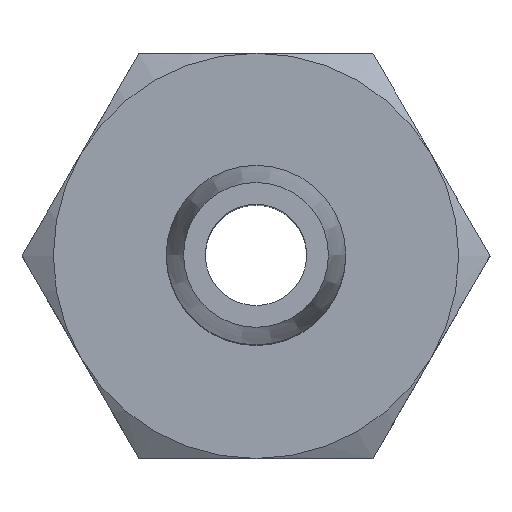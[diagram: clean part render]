
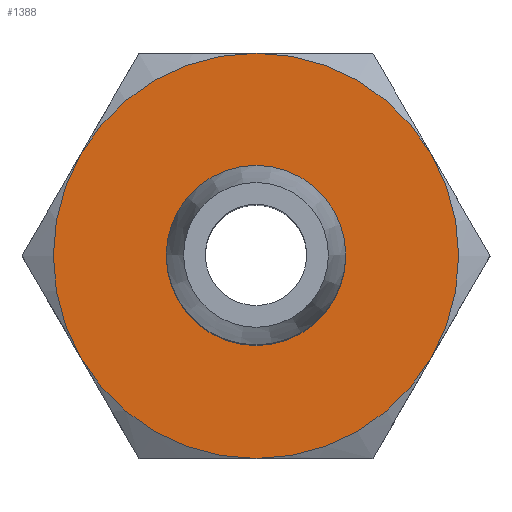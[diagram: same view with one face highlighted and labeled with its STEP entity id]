
A CAD part, top view. The second image highlights one B-rep face of the part: STEP entity #1388.
In plain terms, the highlighted face is planar.
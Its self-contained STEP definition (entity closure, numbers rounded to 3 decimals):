
#681=PLANE('',#1305);
#754=ORIENTED_EDGE('',*,*,#923,.T.);
#755=ORIENTED_EDGE('',*,*,#924,.T.);
#756=ORIENTED_EDGE('',*,*,#925,.T.);
#757=ORIENTED_EDGE('',*,*,#926,.T.);
#758=ORIENTED_EDGE('',*,*,#927,.T.);
#759=ORIENTED_EDGE('',*,*,#922,.T.);
#760=ORIENTED_EDGE('',*,*,#928,.F.);
#818=CIRCLE('',#1304,7.);
#819=CIRCLE('',#1306,7.);
#820=CIRCLE('',#1307,7.);
#821=CIRCLE('',#1308,7.);
#822=CIRCLE('',#1309,7.);
#823=CIRCLE('',#1310,7.);
#824=CIRCLE('',#1311,3.1);
#851=VERTEX_POINT('',#1439);
#856=VERTEX_POINT('',#1451);
#859=VERTEX_POINT('',#1461);
#862=VERTEX_POINT('',#1471);
#865=VERTEX_POINT('',#1481);
#866=VERTEX_POINT('',#1488);
#867=VERTEX_POINT('',#1500);
#922=EDGE_CURVE('',#866,#851,#818,.T.);
#923=EDGE_CURVE('',#851,#856,#819,.T.);
#924=EDGE_CURVE('',#856,#859,#820,.T.);
#925=EDGE_CURVE('',#859,#862,#821,.T.);
#926=EDGE_CURVE('',#862,#865,#822,.T.);
#927=EDGE_CURVE('',#865,#866,#823,.T.);
#928=EDGE_CURVE('',#867,#867,#824,.T.);
#962=EDGE_LOOP('',(#754,#755,#756,#757,#758,#759));
#963=EDGE_LOOP('',(#760));
#1020=FACE_BOUND('',#962,.T.);
#1021=FACE_BOUND('',#963,.T.);
#1161=DIRECTION('',(0.,1.,0.));
#1162=DIRECTION('',(-6.062,0.,3.5));
#1163=DIRECTION('',(0.,1.,0.));
#1164=DIRECTION('',(1.,0.,0.));
#1165=DIRECTION('',(0.,1.,0.));
#1166=DIRECTION('',(0.,0.,7.));
#1167=DIRECTION('',(0.,1.,0.));
#1168=DIRECTION('',(6.062,0.,3.5));
#1169=DIRECTION('',(0.,1.,0.));
#1170=DIRECTION('',(6.062,0.,-3.5));
#1171=DIRECTION('',(0.,1.,0.));
#1172=DIRECTION('',(0.,0.,-7.));
#1173=DIRECTION('',(0.,1.,0.));
#1174=DIRECTION('',(-6.062,0.,-3.5));
#1175=DIRECTION('',(0.,1.,0.));
#1176=DIRECTION('',(3.1,0.,0.));
#1304=AXIS2_PLACEMENT_3D('',#1493,#1161,#1162);
#1305=AXIS2_PLACEMENT_3D('',#1494,#1163,#1164);
#1306=AXIS2_PLACEMENT_3D('',#1495,#1165,#1166);
#1307=AXIS2_PLACEMENT_3D('',#1496,#1167,#1168);
#1308=AXIS2_PLACEMENT_3D('',#1497,#1169,#1170);
#1309=AXIS2_PLACEMENT_3D('',#1498,#1171,#1172);
#1310=AXIS2_PLACEMENT_3D('',#1499,#1173,#1174);
#1311=AXIS2_PLACEMENT_3D('',#1501,#1175,#1176);
#1388=ADVANCED_FACE('',(#1020,#1021),#681,.T.);
#1439=CARTESIAN_POINT('',(0.,16.,7.));
#1451=CARTESIAN_POINT('',(6.062,16.,3.5));
#1461=CARTESIAN_POINT('',(6.062,16.,-3.5));
#1471=CARTESIAN_POINT('',(0.,16.,-7.));
#1481=CARTESIAN_POINT('',(-6.062,16.,-3.5));
#1488=CARTESIAN_POINT('',(-6.062,16.,3.5));
#1493=CARTESIAN_POINT('',(0.,16.,0.));
#1494=CARTESIAN_POINT('',(7.,16.,0.));
#1495=CARTESIAN_POINT('',(0.,16.,0.));
#1496=CARTESIAN_POINT('',(0.,16.,0.));
#1497=CARTESIAN_POINT('',(0.,16.,0.));
#1498=CARTESIAN_POINT('',(0.,16.,0.));
#1499=CARTESIAN_POINT('',(0.,16.,0.));
#1500=CARTESIAN_POINT('',(3.1,16.,0.));
#1501=CARTESIAN_POINT('',(0.,16.,0.));
